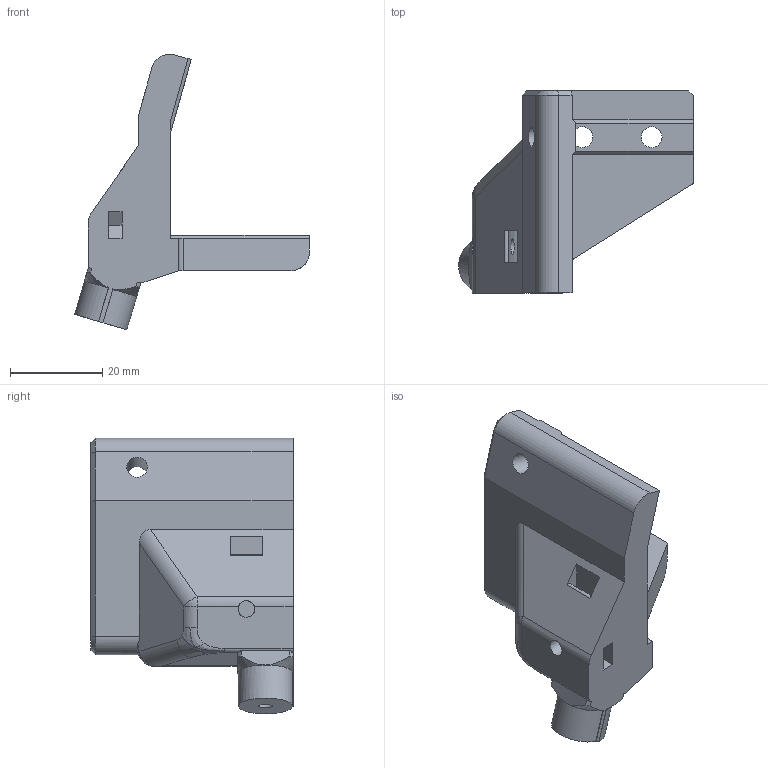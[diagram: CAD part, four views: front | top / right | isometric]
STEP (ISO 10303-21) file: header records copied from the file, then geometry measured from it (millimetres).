
FILE_DESCRIPTION(/* description */ (''),/* implementation_level */ '2;1');
FILE_NAME(/* name */ 'AutoPA_mount_right_2020base.step',/* time_stamp */ '2021-12-06T16:15:24-05:00',/* author */ (''),/* organization */ (''),/* preprocessor_version */ 'ST-DEVELOPER v18.1',/* originating_system */ 'Autodesk Translation Framework v10.10.0.1391',/* authorisation */ '');
FILE_SCHEMA (('AUTOMOTIVE_DESIGN { 1 0 10303 214 3 1 1 }'));
Length unit declared in the file: millimetre
Products named in the file (1): AutoPA_mount_right_2020base
Bounding box: 50.75 x 43.75 x 59.58 mm (x, y, z)
Volume: 27375.8 mm3; surface area: 9472.9 mm2
Topology: 1 solids, 1 shells, 93 faces, 252 edges, 163 vertices
Faces by surface type: plane 49, cylinder 24, bspline 13, cone 6, sphere 1
Full cylindrical faces by diameter (mm): 2.9 x1, 3.6 x3, 4.5 x3
Entity records: 4141 total; most frequent: CARTESIAN_POINT 1814, ORIENTED_EDGE 504, DIRECTION 432, EDGE_CURVE 252, VERTEX_POINT 163, LINE 148, VECTOR 148, AXIS2_PLACEMENT_3D 142
